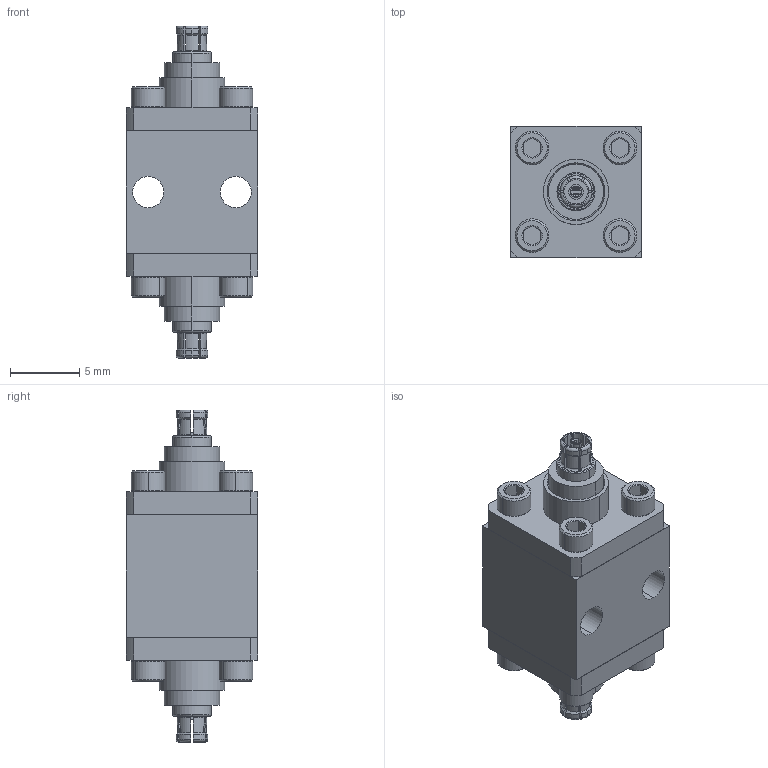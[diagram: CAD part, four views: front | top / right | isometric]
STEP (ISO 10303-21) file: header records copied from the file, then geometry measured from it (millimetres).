
FILE_DESCRIPTION (( 'STEP AP203' ), '1' );
FILE_NAME ('SD121503_A.STEP', '2022-12-05T11:59:37', ( '' ), ( '' ), 'SwSTEP 2.0', 'SolidWorks 2021', '' );
FILE_SCHEMA (( 'CONFIG_CONTROL_DESIGN' ));
Length unit declared in the file: inch
Products named in the file (4): SD121503_A; SD121500 body; MSSP-19506-MECH-REV-.stp; 92196A054_18-8 Stainless Steel Socket Head Screw_92196A054
Assembly tree (11 placements, depth 2):
  SD121503_A
    SD121500 body
    92196A054_18-8 Stainless Steel Socket Head Screw_92196A054  x8
    MSSP-19506-MECH-REV-.stp  x2
Bounding box: 9.53 x 9.53 x 24.02 mm (x, y, z)
Volume: 1198.9 mm3; surface area: 1911 mm2
Topology: 11 solids, 11 shells, 834 faces, 2130 edges, 1351 vertices
Faces by surface type: cylinder 386, cone 194, plane 190, torus 40, bspline 24
Entity records: 10009 total; most frequent: CARTESIAN_POINT 3614, ORIENTED_EDGE 1250, DIRECTION 1210, EDGE_CURVE 625, AXIS2_PLACEMENT_3D 487, VERTEX_POINT 404, EDGE_LOOP 267, ADVANCED_FACE 241
